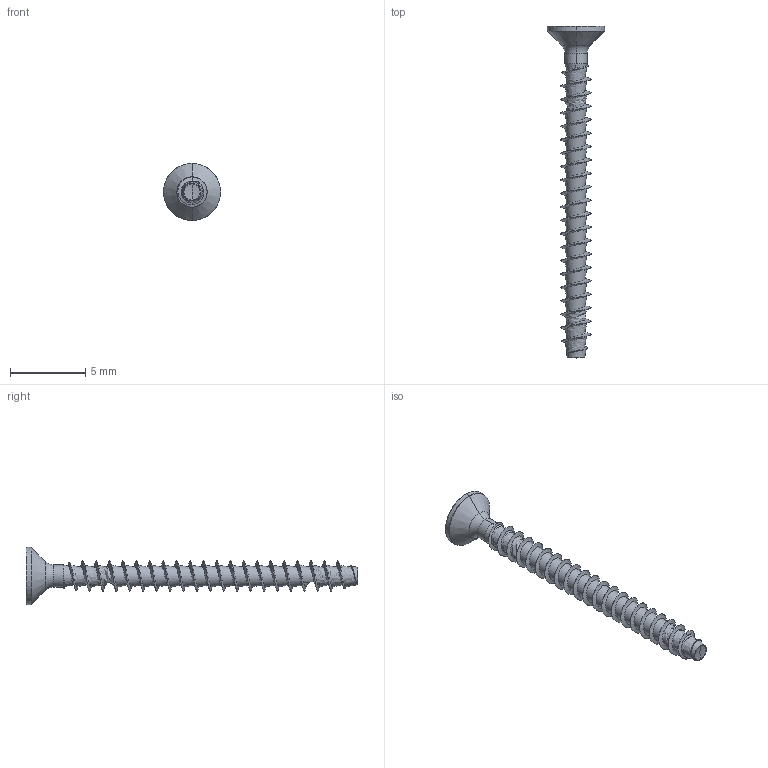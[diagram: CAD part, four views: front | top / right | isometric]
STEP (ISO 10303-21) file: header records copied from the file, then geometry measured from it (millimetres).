
FILE_DESCRIPTION (( 'STEP AP203' ), '1' );
FILE_NAME ('STP33A0200220.STEP', '2017-11-16T19:55:13', ( '' ), ( '' ), 'SwSTEP 2.0', 'SolidWorks 2015', '' );
FILE_SCHEMA (( 'CONFIG_CONTROL_DESIGN' ));
Length unit declared in the file: millimetre
Products named in the file (1): STP33A0200220
Bounding box: 3.8 x 22 x 3.8 mm (x, y, z)
Volume: 41.2 mm3; surface area: 183.6 mm2
Topology: 1 solids, 1 shells, 160 faces, 352 edges, 194 vertices
Faces by surface type: bspline 48, cylinder 46, sphere 26, plane 22, cone 12, torus 6
Entity records: 25022 total; most frequent: CARTESIAN_POINT 21803, ORIENTED_EDGE 700, DIRECTION 604, EDGE_CURVE 350, AXIS2_PLACEMENT_3D 251, VERTEX_POINT 194, EDGE_LOOP 162, FACE_OUTER_BOUND 160
